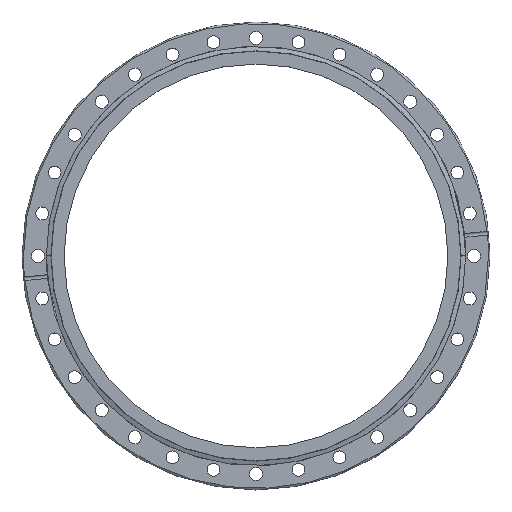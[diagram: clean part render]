
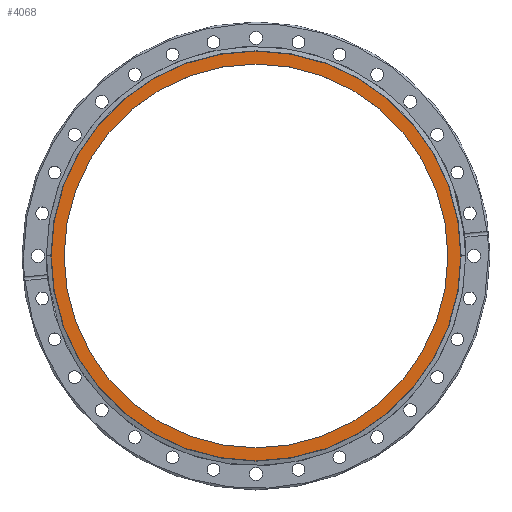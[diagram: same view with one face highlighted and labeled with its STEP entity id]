
A CAD part, top view. The second image highlights one B-rep face of the part: STEP entity #4068.
In plain terms, the highlighted planar face has unit normal (0, 0, 1).
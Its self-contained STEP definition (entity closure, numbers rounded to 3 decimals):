
#127 = VERTEX_POINT ( 'NONE', #1911 ) ;
#223 = DIRECTION ( 'NONE',  ( -1., 0., 0. ) ) ;
#238 = AXIS2_PLACEMENT_3D ( 'NONE', #862, #815, #5015 ) ;
#413 = AXIS2_PLACEMENT_3D ( 'NONE', #3127, #3965, #578 ) ;
#446 = AXIS2_PLACEMENT_3D ( 'NONE', #865, #1017, #1109 ) ;
#454 = CIRCLE ( 'NONE', #238, 125. ) ;
#538 = EDGE_CURVE ( 'NONE', #2425, #127, #859, .T. ) ;
#566 = EDGE_CURVE ( 'NONE', #127, #2425, #802, .T. ) ;
#578 = DIRECTION ( 'NONE',  ( -1., 0., 0. ) ) ;
#715 = AXIS2_PLACEMENT_3D ( 'NONE', #1206, #1282, #1378 ) ;
#723 = ORIENTED_EDGE ( 'NONE', *, *, #566, .F. ) ;
#802 = CIRCLE ( 'NONE', #715, 133.448 ) ;
#815 = DIRECTION ( 'NONE',  ( 0., 0., -1. ) ) ;
#859 = CIRCLE ( 'NONE', #446, 133.448 ) ;
#862 = CARTESIAN_POINT ( 'NONE',  ( 0., 0., -1.2 ) ) ;
#865 = CARTESIAN_POINT ( 'NONE',  ( 0., 0., -1.2 ) ) ;
#1017 = DIRECTION ( 'NONE',  ( 0., 0., -1. ) ) ;
#1109 = DIRECTION ( 'NONE',  ( -1., 0., 0. ) ) ;
#1204 = ORIENTED_EDGE ( 'NONE', *, *, #1656, .T. ) ;
#1206 = CARTESIAN_POINT ( 'NONE',  ( 0., 0., -1.2 ) ) ;
#1282 = DIRECTION ( 'NONE',  ( 0., 0., -1. ) ) ;
#1378 = DIRECTION ( 'NONE',  ( -1., 0., 0. ) ) ;
#1401 = EDGE_LOOP ( 'NONE', ( #3509, #1204 ) ) ;
#1526 = EDGE_LOOP ( 'NONE', ( #723, #1913 ) ) ;
#1656 = EDGE_CURVE ( 'NONE', #3760, #3574, #4085, .T. ) ;
#1839 = FACE_BOUND ( 'NONE', #1401, .T. ) ;
#1911 = CARTESIAN_POINT ( 'NONE',  ( 133.448, 0., -1.2 ) ) ;
#1913 = ORIENTED_EDGE ( 'NONE', *, *, #538, .F. ) ;
#2055 = CARTESIAN_POINT ( 'NONE',  ( -133.448, 0., -1.2 ) ) ;
#2425 = VERTEX_POINT ( 'NONE', #2055 ) ;
#2701 = DIRECTION ( 'NONE',  ( 0., 0., -1. ) ) ;
#2762 = CARTESIAN_POINT ( 'NONE',  ( 125., 0., -1.2 ) ) ;
#3127 = CARTESIAN_POINT ( 'NONE',  ( 0., 0., -1.2 ) ) ;
#3285 = EDGE_CURVE ( 'NONE', #3574, #3760, #454, .T. ) ;
#3323 = FACE_OUTER_BOUND ( 'NONE', #1526, .T. ) ;
#3506 = PLANE ( 'NONE',  #4470 ) ;
#3509 = ORIENTED_EDGE ( 'NONE', *, *, #3285, .T. ) ;
#3574 = VERTEX_POINT ( 'NONE', #3915 ) ;
#3760 = VERTEX_POINT ( 'NONE', #2762 ) ;
#3915 = CARTESIAN_POINT ( 'NONE',  ( -125., 0., -1.2 ) ) ;
#3965 = DIRECTION ( 'NONE',  ( 0., 0., -1. ) ) ;
#4068 = ADVANCED_FACE ( 'NONE', ( #3323, #1839 ), #3506, .F. ) ;
#4085 = CIRCLE ( 'NONE', #413, 125. ) ;
#4470 = AXIS2_PLACEMENT_3D ( 'NONE', #5017, #2701, #223 ) ;
#5015 = DIRECTION ( 'NONE',  ( -1., 0., 0. ) ) ;
#5017 = CARTESIAN_POINT ( 'NONE',  ( 133.448, 0., -1.2 ) ) ;
